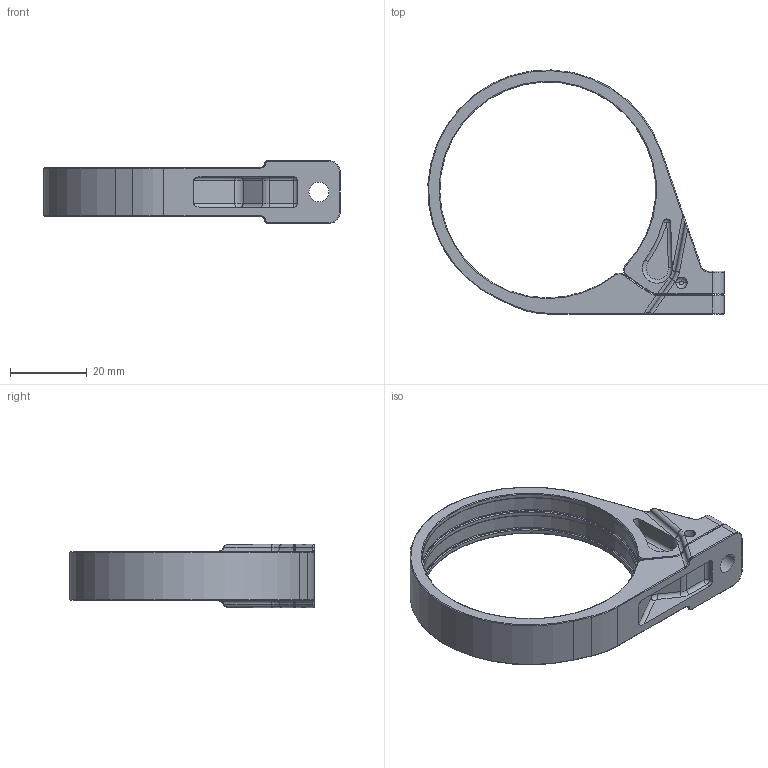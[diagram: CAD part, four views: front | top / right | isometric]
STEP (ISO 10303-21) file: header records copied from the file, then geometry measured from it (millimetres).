
FILE_DESCRIPTION((''),'2;1');
FILE_NAME('3506_8257_544-BOITIER-FERME','2020-03-12T',('presta_be4'),(''),'CREO PARAMETRIC BY PTC INC, 2018360','CREO PARAMETRIC BY PTC INC, 2018360','');
FILE_SCHEMA(('CONFIG_CONTROL_DESIGN'));
Length unit declared in the file: millimetre
Products named in the file (1): 3506_8257_544-BOITIER-FERME
Bounding box: 77.11 x 63.53 x 16.5 mm (x, y, z)
Volume: 11833.5 mm3; surface area: 9534.6 mm2
Topology: 1 solids, 1 shells, 207 faces, 484 edges, 282 vertices
Faces by surface type: cylinder 80, torus 53, bspline 37, plane 32, sphere 4, cone 1
Entity records: 9361 total; most frequent: CARTESIAN_POINT 4722, DIRECTION 998, ORIENTED_EDGE 968, EDGE_CURVE 484, AXIS2_PLACEMENT_3D 426, VERTEX_POINT 282, CIRCLE 256, EDGE_LOOP 214
